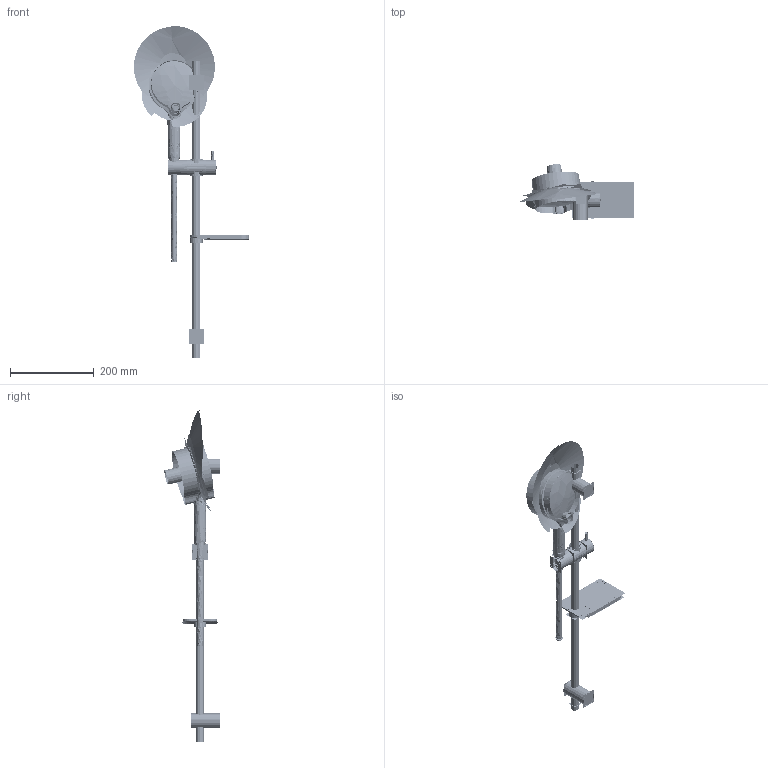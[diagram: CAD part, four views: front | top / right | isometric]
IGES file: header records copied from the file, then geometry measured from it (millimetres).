
Start section:  PTC IGES file: a45743_asm.igs
Global section: file name: a45743_asm.igs; native system: Creo Parametric by PTC Inc.; preprocessor: 2018300; author: kazem.moradi; organization: Unknown; date: 20200812.093339; units: millimetre
Bounding box: 276.54 x 131.6 x 790.66 mm (x, y, z)
Surface area: 3240769.5 mm2 (no closed solid volume)
Topology: 0 solids, 0 shells, 12899 faces, 205701 edges, 268667 vertices
Faces by surface type: bspline 7700, revolution 5101, extrusion 98
